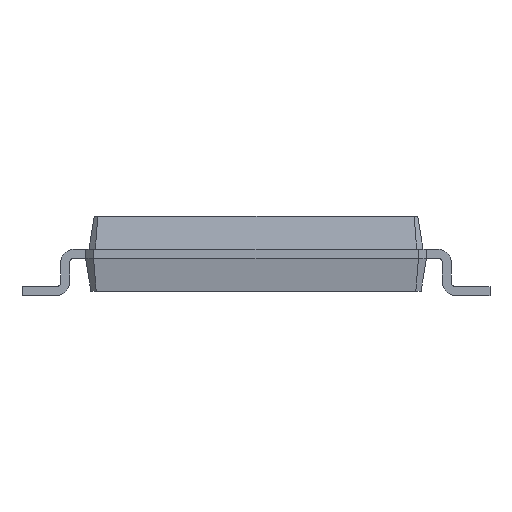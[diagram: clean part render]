
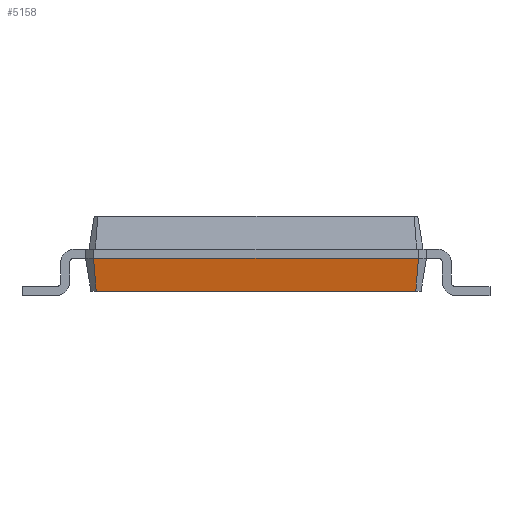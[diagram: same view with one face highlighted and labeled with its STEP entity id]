
A CAD part, front view. The second image highlights one B-rep face of the part: STEP entity #5158.
In plain terms, the highlighted free-form (B-spline) face has degree [1, 1] with [2, 2] control points.
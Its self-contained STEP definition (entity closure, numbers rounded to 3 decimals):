
#799 = PLANE('',#800);
#800 = AXIS2_PLACEMENT_3D('',#801,#802,#803);
#801 = CARTESIAN_POINT('',(-3.518,5.685,0.1));
#802 = DIRECTION('',(0.,0.,-1.));
#803 = DIRECTION('',(0.526,-0.85,0.));
#1344 = B_SPLINE_SURFACE_WITH_KNOTS('',1,1,(
    (#1345,#1346)
    ,(#1347,#1348
    )),.UNSPECIFIED.,.F.,.F.,.F.,(2,2),(2,2),(0.,0.247),(
    0.,1.),.PIECEWISE_BEZIER_KNOTS.);
#1345 = CARTESIAN_POINT('',(-3.518,-5.685,0.1));
#1346 = CARTESIAN_POINT('',(-3.575,-5.8,0.825));
#1347 = CARTESIAN_POINT('',(-3.635,-5.568,0.1));
#1348 = CARTESIAN_POINT('',(-3.75,-5.625,0.825));
#1826 = VERTEX_POINT('',#1827);
#1827 = CARTESIAN_POINT('',(3.518,-5.685,0.1));
#1841 = B_SPLINE_SURFACE_WITH_KNOTS('',1,1,(
    (#1842,#1843)
    ,(#1844,#1845
    )),.UNSPECIFIED.,.F.,.F.,.F.,(2,2),(2,2),(0.,0.247),(
    0.,1.),.PIECEWISE_BEZIER_KNOTS.);
#1842 = CARTESIAN_POINT('',(3.635,-5.568,0.1));
#1843 = CARTESIAN_POINT('',(3.75,-5.625,0.825));
#1844 = CARTESIAN_POINT('',(3.518,-5.685,0.1));
#1845 = CARTESIAN_POINT('',(3.575,-5.8,0.825));
#1852 = EDGE_CURVE('',#1826,#1853,#1855,.T.);
#1853 = VERTEX_POINT('',#1854);
#1854 = CARTESIAN_POINT('',(-3.518,-5.685,0.1));
#1855 = SURFACE_CURVE('',#1856,(#1860,#1867),.PCURVE_S1.);
#1856 = LINE('',#1857,#1858);
#1857 = CARTESIAN_POINT('',(3.518,-5.685,0.1));
#1858 = VECTOR('',#1859,1.);
#1859 = DIRECTION('',(-1.,0.,0.));
#1860 = PCURVE('',#799,#1861);
#1861 = DEFINITIONAL_REPRESENTATION('',(#1862),#1866);
#1862 = LINE('',#1863,#1864);
#1863 = CARTESIAN_POINT('',(13.371,0.));
#1864 = VECTOR('',#1865,1.);
#1865 = DIRECTION('',(-0.526,0.85));
#1866 = ( GEOMETRIC_REPRESENTATION_CONTEXT(2) 
PARAMETRIC_REPRESENTATION_CONTEXT() REPRESENTATION_CONTEXT('2D SPACE',''
  ) );
#1867 = PCURVE('',#1868,#1873);
#1868 = B_SPLINE_SURFACE_WITH_KNOTS('',1,1,(
    (#1869,#1870)
    ,(#1871,#1872
  )),.UNSPECIFIED.,.F.,.F.,.F.,(2,2),(2,2),(0.,7.15),(0.,1.),
  .PIECEWISE_BEZIER_KNOTS.);
#1869 = CARTESIAN_POINT('',(3.518,-5.685,0.1));
#1870 = CARTESIAN_POINT('',(3.575,-5.8,0.825));
#1871 = CARTESIAN_POINT('',(-3.518,-5.685,0.1));
#1872 = CARTESIAN_POINT('',(-3.575,-5.8,0.825));
#1873 = DEFINITIONAL_REPRESENTATION('',(#1874),#1877);
#1874 = B_SPLINE_CURVE_WITH_KNOTS('',1,(#1875,#1876),.UNSPECIFIED.,.F.,
  .F.,(2,2),(0.,7.035),.PIECEWISE_BEZIER_KNOTS.);
#1875 = CARTESIAN_POINT('',(0.,0.));
#1876 = CARTESIAN_POINT('',(7.15,0.));
#1877 = ( GEOMETRIC_REPRESENTATION_CONTEXT(2) 
PARAMETRIC_REPRESENTATION_CONTEXT() REPRESENTATION_CONTEXT('2D SPACE',''
  ) );
#1926 = VERTEX_POINT('',#1927);
#1927 = CARTESIAN_POINT('',(-3.575,-5.8,0.825));
#1953 = EDGE_CURVE('',#1853,#1926,#1954,.T.);
#1954 = SURFACE_CURVE('',#1955,(#1958,#1965),.PCURVE_S1.);
#1955 = B_SPLINE_CURVE_WITH_KNOTS('',1,(#1956,#1957),.UNSPECIFIED.,.F.,
  .F.,(2,2),(0.,1.),.PIECEWISE_BEZIER_KNOTS.);
#1956 = CARTESIAN_POINT('',(-3.518,-5.685,0.1));
#1957 = CARTESIAN_POINT('',(-3.575,-5.8,0.825));
#1958 = PCURVE('',#1344,#1959);
#1959 = DEFINITIONAL_REPRESENTATION('',(#1960),#1964);
#1960 = LINE('',#1961,#1962);
#1961 = CARTESIAN_POINT('',(0.,0.));
#1962 = VECTOR('',#1963,1.);
#1963 = DIRECTION('',(0.,1.));
#1964 = ( GEOMETRIC_REPRESENTATION_CONTEXT(2) 
PARAMETRIC_REPRESENTATION_CONTEXT() REPRESENTATION_CONTEXT('2D SPACE',''
  ) );
#1965 = PCURVE('',#1868,#1966);
#1966 = DEFINITIONAL_REPRESENTATION('',(#1967),#1971);
#1967 = LINE('',#1968,#1969);
#1968 = CARTESIAN_POINT('',(7.15,0.));
#1969 = VECTOR('',#1970,1.);
#1970 = DIRECTION('',(0.,1.));
#1971 = ( GEOMETRIC_REPRESENTATION_CONTEXT(2) 
PARAMETRIC_REPRESENTATION_CONTEXT() REPRESENTATION_CONTEXT('2D SPACE',''
  ) );
#5110 = EDGE_CURVE('',#1826,#5111,#5113,.T.);
#5111 = VERTEX_POINT('',#5112);
#5112 = CARTESIAN_POINT('',(3.575,-5.8,0.825));
#5113 = SURFACE_CURVE('',#5114,(#5117,#5124),.PCURVE_S1.);
#5114 = B_SPLINE_CURVE_WITH_KNOTS('',1,(#5115,#5116),.UNSPECIFIED.,.F.,
  .F.,(2,2),(0.,1.),.PIECEWISE_BEZIER_KNOTS.);
#5115 = CARTESIAN_POINT('',(3.518,-5.685,0.1));
#5116 = CARTESIAN_POINT('',(3.575,-5.8,0.825));
#5117 = PCURVE('',#1841,#5118);
#5118 = DEFINITIONAL_REPRESENTATION('',(#5119),#5123);
#5119 = LINE('',#5120,#5121);
#5120 = CARTESIAN_POINT('',(0.247,0.));
#5121 = VECTOR('',#5122,1.);
#5122 = DIRECTION('',(0.,1.));
#5123 = ( GEOMETRIC_REPRESENTATION_CONTEXT(2) 
PARAMETRIC_REPRESENTATION_CONTEXT() REPRESENTATION_CONTEXT('2D SPACE',''
  ) );
#5124 = PCURVE('',#1868,#5125);
#5125 = DEFINITIONAL_REPRESENTATION('',(#5126),#5130);
#5126 = LINE('',#5127,#5128);
#5127 = CARTESIAN_POINT('',(0.,0.));
#5128 = VECTOR('',#5129,1.);
#5129 = DIRECTION('',(0.,1.));
#5130 = ( GEOMETRIC_REPRESENTATION_CONTEXT(2) 
PARAMETRIC_REPRESENTATION_CONTEXT() REPRESENTATION_CONTEXT('2D SPACE',''
  ) );
#5158 = ADVANCED_FACE('',(#5159),#1868,.F.);
#5159 = FACE_BOUND('',#5160,.F.);
#5160 = EDGE_LOOP('',(#5161,#5162,#5163,#5189));
#5161 = ORIENTED_EDGE('',*,*,#1852,.T.);
#5162 = ORIENTED_EDGE('',*,*,#1953,.T.);
#5163 = ORIENTED_EDGE('',*,*,#5164,.F.);
#5164 = EDGE_CURVE('',#5111,#1926,#5165,.T.);
#5165 = SURFACE_CURVE('',#5166,(#5170,#5177),.PCURVE_S1.);
#5166 = LINE('',#5167,#5168);
#5167 = CARTESIAN_POINT('',(3.575,-5.8,0.825));
#5168 = VECTOR('',#5169,1.);
#5169 = DIRECTION('',(-1.,0.,0.));
#5170 = PCURVE('',#1868,#5171);
#5171 = DEFINITIONAL_REPRESENTATION('',(#5172),#5176);
#5172 = LINE('',#5173,#5174);
#5173 = CARTESIAN_POINT('',(0.,1.));
#5174 = VECTOR('',#5175,1.);
#5175 = DIRECTION('',(1.,0.));
#5176 = ( GEOMETRIC_REPRESENTATION_CONTEXT(2) 
PARAMETRIC_REPRESENTATION_CONTEXT() REPRESENTATION_CONTEXT('2D SPACE',''
  ) );
#5177 = PCURVE('',#5178,#5183);
#5178 = PLANE('',#5179);
#5179 = AXIS2_PLACEMENT_3D('',#5180,#5181,#5182);
#5180 = CARTESIAN_POINT('',(3.575,-5.8,1.025));
#5181 = DIRECTION('',(0.,1.,0.));
#5182 = DIRECTION('',(-1.,0.,0.));
#5183 = DEFINITIONAL_REPRESENTATION('',(#5184),#5188);
#5184 = LINE('',#5185,#5186);
#5185 = CARTESIAN_POINT('',(0.,-0.2));
#5186 = VECTOR('',#5187,1.);
#5187 = DIRECTION('',(1.,0.));
#5188 = ( GEOMETRIC_REPRESENTATION_CONTEXT(2) 
PARAMETRIC_REPRESENTATION_CONTEXT() REPRESENTATION_CONTEXT('2D SPACE',''
  ) );
#5189 = ORIENTED_EDGE('',*,*,#5110,.F.);
